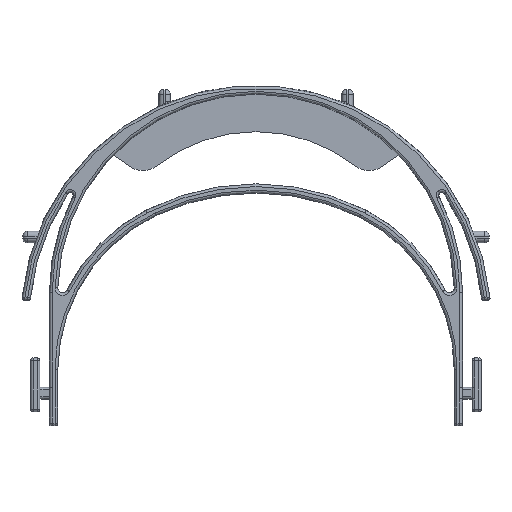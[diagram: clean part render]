
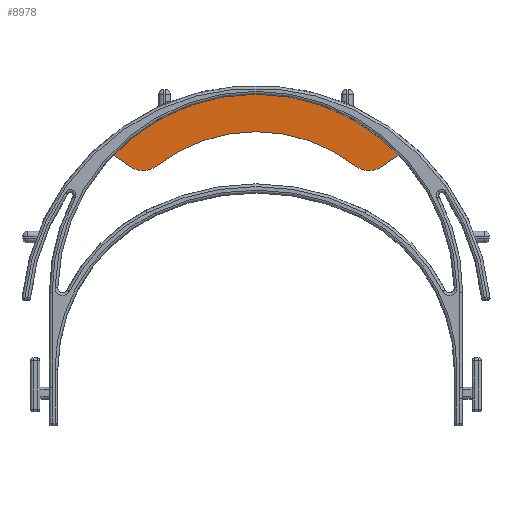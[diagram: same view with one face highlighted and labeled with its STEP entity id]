
A CAD part, top view. The second image highlights one B-rep face of the part: STEP entity #8978.
In plain terms, the highlighted planar face has unit normal (0, 0, 1).
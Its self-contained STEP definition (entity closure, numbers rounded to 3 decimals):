
#27 = CIRCLE ( 'NONE', #16671, 84.55 ) ;
#1585 = PLANE ( 'NONE',  #5706 ) ;
#1751 = VERTEX_POINT ( 'NONE', #5661 ) ;
#1770 = DIRECTION ( 'NONE',  ( 1., 0., 0. ) ) ;
#2403 = DIRECTION ( 'NONE',  ( 0., 0., 1. ) ) ;
#3299 = ORIENTED_EDGE ( 'NONE', *, *, #6174, .T. ) ;
#3771 = VECTOR ( 'NONE', #7014, 1000. ) ;
#4205 = DIRECTION ( 'NONE',  ( 0., 0., 1. ) ) ;
#4583 = EDGE_CURVE ( 'NONE', #6071, #1751, #8740, .T. ) ;
#4585 = CARTESIAN_POINT ( 'NONE',  ( 53.98, 37.797, 0. ) ) ;
#4725 = DIRECTION ( 'NONE',  ( 0., 0., 1. ) ) ;
#5515 = EDGE_CURVE ( 'NONE', #14162, #6071, #11070, .T. ) ;
#5585 = ORIENTED_EDGE ( 'NONE', *, *, #4583, .T. ) ;
#5661 = CARTESIAN_POINT ( 'NONE',  ( 60.905, 42.646, 0. ) ) ;
#5706 = AXIS2_PLACEMENT_3D ( 'NONE', #7833, #4725, #12573 ) ;
#6071 = VERTEX_POINT ( 'NONE', #8185 ) ;
#6174 = EDGE_CURVE ( 'NONE', #15060, #9627, #14594, .T. ) ;
#6289 = CARTESIAN_POINT ( 'NONE',  ( 48.244, 45.989, 0. ) ) ;
#6539 = DIRECTION ( 'NONE',  ( 0., 0., -1. ) ) ;
#7014 = DIRECTION ( 'NONE',  ( 0.819, -0.574, 0. ) ) ;
#7142 = DIRECTION ( 'NONE',  ( 1., 0., 0. ) ) ;
#7481 = AXIS2_PLACEMENT_3D ( 'NONE', #11802, #2403, #7142 ) ;
#7833 = CARTESIAN_POINT ( 'NONE',  ( 0., -16., 0. ) ) ;
#7894 = FACE_OUTER_BOUND ( 'NONE', #13341, .T. ) ;
#8081 = CARTESIAN_POINT ( 'NONE',  ( -42.102, 38.097, 0. ) ) ;
#8181 = EDGE_CURVE ( 'NONE', #12569, #14162, #18540, .T. ) ;
#8185 = CARTESIAN_POINT ( 'NONE',  ( 53.98, 37.797, 0. ) ) ;
#8422 = CARTESIAN_POINT ( 'NONE',  ( -60.905, 42.646, 0. ) ) ;
#8672 = ORIENTED_EDGE ( 'NONE', *, *, #15271, .T. ) ;
#8723 = AXIS2_PLACEMENT_3D ( 'NONE', #9237, #6539, #17572 ) ;
#8733 = ORIENTED_EDGE ( 'NONE', *, *, #8181, .T. ) ;
#8740 = LINE ( 'NONE', #4585, #17143 ) ;
#8978 = ADVANCED_FACE ( 'NONE', ( #7894 ), #1585, .T. ) ;
#9237 = CARTESIAN_POINT ( 'NONE',  ( 0., -16., 0. ) ) ;
#9329 = DIRECTION ( 'NONE',  ( 0., 0., 1. ) ) ;
#9473 = DIRECTION ( 'NONE',  ( 0.819, 0.574, 0. ) ) ;
#9627 = VERTEX_POINT ( 'NONE', #14659 ) ;
#10327 = DIRECTION ( 'NONE',  ( 1., 0., 0. ) ) ;
#10526 = AXIS2_PLACEMENT_3D ( 'NONE', #6289, #9329, #1770 ) ;
#11070 = CIRCLE ( 'NONE', #10526, 10. ) ;
#11802 = CARTESIAN_POINT ( 'NONE',  ( -48.244, 45.989, 0. ) ) ;
#11814 = CARTESIAN_POINT ( 'NONE',  ( -60.905, 42.646, 0. ) ) ;
#12569 = VERTEX_POINT ( 'NONE', #8081 ) ;
#12573 = DIRECTION ( 'NONE',  ( 1., 0., 0. ) ) ;
#13229 = ORIENTED_EDGE ( 'NONE', *, *, #5515, .T. ) ;
#13341 = EDGE_LOOP ( 'NONE', ( #8672, #3299, #14724, #8733, #13229, #5585 ) ) ;
#14162 = VERTEX_POINT ( 'NONE', #17646 ) ;
#14594 = LINE ( 'NONE', #11814, #3771 ) ;
#14659 = CARTESIAN_POINT ( 'NONE',  ( -53.98, 37.797, 0. ) ) ;
#14724 = ORIENTED_EDGE ( 'NONE', *, *, #17241, .T. ) ;
#15060 = VERTEX_POINT ( 'NONE', #8422 ) ;
#15271 = EDGE_CURVE ( 'NONE', #1751, #15060, #27, .T. ) ;
#15945 = CIRCLE ( 'NONE', #7481, 10. ) ;
#16671 = AXIS2_PLACEMENT_3D ( 'NONE', #19759, #4205, #10327 ) ;
#17143 = VECTOR ( 'NONE', #9473, 1000. ) ;
#17241 = EDGE_CURVE ( 'NONE', #9627, #12569, #15945, .T. ) ;
#17572 = DIRECTION ( 'NONE',  ( 1., 0., 0. ) ) ;
#17646 = CARTESIAN_POINT ( 'NONE',  ( 42.102, 38.097, 0. ) ) ;
#18540 = CIRCLE ( 'NONE', #8723, 68.55 ) ;
#19759 = CARTESIAN_POINT ( 'NONE',  ( 0., -16., 0. ) ) ;
